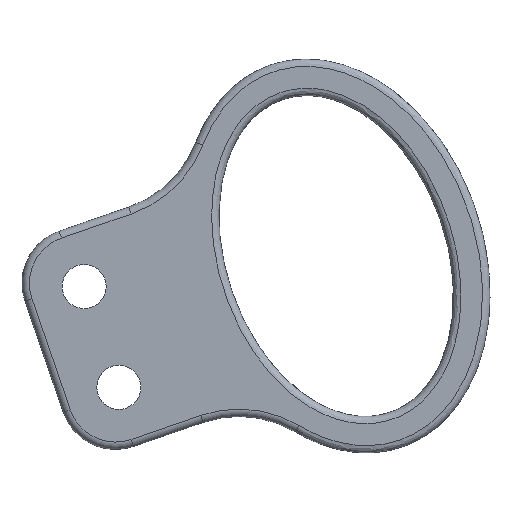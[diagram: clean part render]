
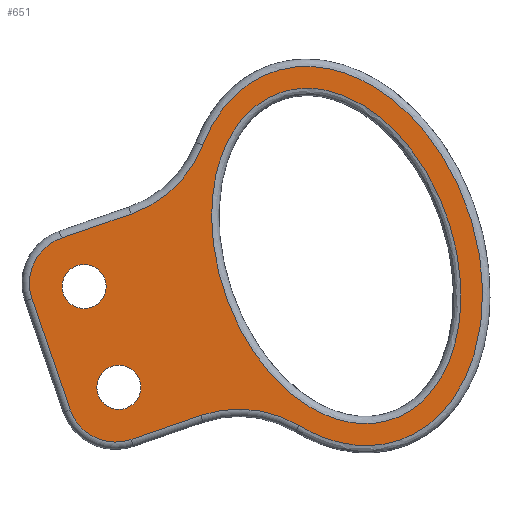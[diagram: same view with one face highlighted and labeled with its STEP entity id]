
A CAD part, front view. The second image highlights one B-rep face of the part: STEP entity #651.
In plain terms, the highlighted planar face has unit normal (0, -1, 0).
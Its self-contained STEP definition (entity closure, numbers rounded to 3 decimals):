
#25=FACE_BOUND('',#194,.T.);
#26=FACE_BOUND('',#195,.T.);
#27=FACE_BOUND('',#196,.T.);
#31=B_SPLINE_CURVE_WITH_KNOTS('',3,(#1064,#1065,#1066,#1067,#1068,#1069,
#1070,#1071,#1072,#1073,#1074,#1075,#1076,#1077,#1078,#1079,#1080,#1081,
#1082),.UNSPECIFIED.,.F.,.F.,(4,1,1,1,1,1,1,1,1,1,1,1,1,1,1,1,4),(-10.049,
-9.331,-8.972,-8.613,-7.895,
-7.537,-7.178,-6.46,-5.742,
-4.307,-3.828,-2.871,-2.153,
-1.794,-1.436,-0.718,0.),.UNSPECIFIED.);
#32=B_SPLINE_CURVE_WITH_KNOTS('',3,(#1089,#1090,#1091,#1092,#1093,#1094,
#1095,#1096,#1097,#1098,#1099,#1100,#1101,#1102,#1103,#1104,#1105,#1106,
#1107,#1108,#1109),.UNSPECIFIED.,.T.,.F.,(4,1,1,1,1,1,1,1,1,1,1,1,1,1,1,
1,1,1,4),(-3.142,-2.917,-2.693,-2.244,
-1.646,-1.346,-0.748,-0.449,
-0.15,0.15,0.449,0.748,
1.047,1.346,1.795,2.244,2.693,
2.917,3.142),.UNSPECIFIED.);
#40=PLANE('',#728);
#54=LINE('',#1056,#92);
#55=LINE('',#1060,#93);
#56=LINE('',#1086,#94);
#92=VECTOR('',#840,10.);
#93=VECTOR('',#845,10.);
#94=VECTOR('',#850,10.);
#149=FACE_OUTER_BOUND('',#193,.T.);
#193=EDGE_LOOP('',(#465,#466,#467,#468,#469,#470,#471,#472));
#194=EDGE_LOOP('',(#473));
#195=EDGE_LOOP('',(#474));
#196=EDGE_LOOP('',(#475));
#244=CIRCLE('',#721,6.5);
#247=CIRCLE('',#729,16.);
#248=CIRCLE('',#730,16.);
#249=CIRCLE('',#731,6.5);
#250=CIRCLE('',#732,3.);
#251=CIRCLE('',#733,3.);
#291=VERTEX_POINT('',#1033);
#294=VERTEX_POINT('',#1038);
#298=VERTEX_POINT('',#1055);
#299=VERTEX_POINT('',#1059);
#300=VERTEX_POINT('',#1061);
#301=VERTEX_POINT('',#1063);
#302=VERTEX_POINT('',#1083);
#303=VERTEX_POINT('',#1085);
#304=VERTEX_POINT('',#1088);
#305=VERTEX_POINT('',#1110);
#306=VERTEX_POINT('',#1112);
#350=EDGE_CURVE('',#294,#291,#244,.T.);
#358=EDGE_CURVE('',#291,#298,#54,.T.);
#360=EDGE_CURVE('',#299,#294,#55,.T.);
#361=EDGE_CURVE('',#300,#299,#247,.T.);
#362=EDGE_CURVE('',#301,#300,#31,.T.);
#363=EDGE_CURVE('',#302,#301,#248,.T.);
#364=EDGE_CURVE('',#303,#302,#56,.T.);
#365=EDGE_CURVE('',#298,#303,#249,.T.);
#366=EDGE_CURVE('',#304,#304,#32,.T.);
#367=EDGE_CURVE('',#305,#305,#250,.T.);
#368=EDGE_CURVE('',#306,#306,#251,.T.);
#465=ORIENTED_EDGE('',*,*,#350,.F.);
#466=ORIENTED_EDGE('',*,*,#360,.F.);
#467=ORIENTED_EDGE('',*,*,#361,.F.);
#468=ORIENTED_EDGE('',*,*,#362,.F.);
#469=ORIENTED_EDGE('',*,*,#363,.F.);
#470=ORIENTED_EDGE('',*,*,#364,.F.);
#471=ORIENTED_EDGE('',*,*,#365,.F.);
#472=ORIENTED_EDGE('',*,*,#358,.F.);
#473=ORIENTED_EDGE('',*,*,#366,.F.);
#474=ORIENTED_EDGE('',*,*,#367,.T.);
#475=ORIENTED_EDGE('',*,*,#368,.T.);
#651=ADVANCED_FACE('',(#149,#25,#26,#27),#40,.F.);
#721=AXIS2_PLACEMENT_3D('',#1040,#822,#823);
#728=AXIS2_PLACEMENT_3D('',#1058,#843,#844);
#729=AXIS2_PLACEMENT_3D('',#1062,#846,#847);
#730=AXIS2_PLACEMENT_3D('',#1084,#848,#849);
#731=AXIS2_PLACEMENT_3D('',#1087,#851,#852);
#732=AXIS2_PLACEMENT_3D('',#1111,#853,#854);
#733=AXIS2_PLACEMENT_3D('',#1113,#855,#856);
#822=DIRECTION('center_axis',(0.,1.,0.));
#823=DIRECTION('ref_axis',(-0.438,0.,-0.899));
#840=DIRECTION('',(-0.326,0.,0.945));
#843=DIRECTION('center_axis',(0.,1.,0.));
#844=DIRECTION('ref_axis',(0.,0.,1.));
#845=DIRECTION('',(-0.945,0.,-0.326));
#846=DIRECTION('center_axis',(0.,-1.,0.));
#847=DIRECTION('ref_axis',(0.103,0.,0.995));
#848=DIRECTION('center_axis',(0.,-1.,0.));
#849=DIRECTION('ref_axis',(0.694,0.,-0.72));
#850=DIRECTION('',(0.945,0.,0.326));
#851=DIRECTION('center_axis',(0.,1.,0.));
#852=DIRECTION('ref_axis',(-0.899,0.,0.438));
#853=DIRECTION('center_axis',(0.,1.,0.));
#854=DIRECTION('ref_axis',(-1.,0.,0.));
#855=DIRECTION('center_axis',(0.,1.,0.));
#856=DIRECTION('ref_axis',(-1.,0.,0.));
#1033=CARTESIAN_POINT('',(47.874,-10.,-4.248));
#1038=CARTESIAN_POINT('',(56.138,-10.,-8.274));
#1040=CARTESIAN_POINT('Origin',(54.019,-10.,-2.129));
#1055=CARTESIAN_POINT('',(42.659,-10.,10.878));
#1056=CARTESIAN_POINT('',(42.226,-10.,12.133));
#1058=CARTESIAN_POINT('Origin',(72.134,-10.,15.918));
#1059=CARTESIAN_POINT('',(65.617,-10.,-5.006));
#1060=CARTESIAN_POINT('',(63.469,-10.,-5.746));
#1061=CARTESIAN_POINT('',(79.031,-10.,-6.392));
#1062=CARTESIAN_POINT('Origin',(70.833,-10.,-20.132));
#1063=CARTESIAN_POINT('',(65.872,-10.,31.77));
#1064=CARTESIAN_POINT('Ctrl Pts',(65.872,-10.,31.77));
#1065=CARTESIAN_POINT('Ctrl Pts',(66.734,-10.,34.002));
#1066=CARTESIAN_POINT('Ctrl Pts',(68.572,-10.,37.166));
#1067=CARTESIAN_POINT('Ctrl Pts',(72.215,-10.,40.32));
#1068=CARTESIAN_POINT('Ctrl Pts',(76.548,-10.,42.476));
#1069=CARTESIAN_POINT('Ctrl Pts',(81.471,-10.,42.743));
#1070=CARTESIAN_POINT('Ctrl Pts',(86.087,-10.,41.401));
#1071=CARTESIAN_POINT('Ctrl Pts',(90.378,-10.,39.243));
#1072=CARTESIAN_POINT('Ctrl Pts',(94.997,-10.,35.349));
#1073=CARTESIAN_POINT('Ctrl Pts',(100.672,-10.,27.584));
#1074=CARTESIAN_POINT('Ctrl Pts',(103.591,-10.,19.121));
#1075=CARTESIAN_POINT('Ctrl Pts',(104.221,-10.,9.558));
#1076=CARTESIAN_POINT('Ctrl Pts',(103.09,-10.,2.364));
#1077=CARTESIAN_POINT('Ctrl Pts',(99.681,-10.,-3.641));
#1078=CARTESIAN_POINT('Ctrl Pts',(96.068,-10.,-6.834));
#1079=CARTESIAN_POINT('Ctrl Pts',(91.766,-10.,-9.041));
#1080=CARTESIAN_POINT('Ctrl Pts',(85.606,-10.,-9.445));
#1081=CARTESIAN_POINT('Ctrl Pts',(81.086,-10.,-7.618));
#1082=CARTESIAN_POINT('Ctrl Pts',(79.031,-10.,-6.392));
#1083=CARTESIAN_POINT('',(56.163,-10.,22.41));
#1084=CARTESIAN_POINT('Origin',(50.947,-10.,37.536));
#1085=CARTESIAN_POINT('',(46.685,-10.,19.142));
#1086=CARTESIAN_POINT('',(66.083,-10.,25.831));
#1087=CARTESIAN_POINT('Origin',(48.803,-10.,12.997));
#1088=CARTESIAN_POINT('',(76.414,-10.,38.913));
#1089=CARTESIAN_POINT('Ctrl Pts',(76.414,-10.,38.913));
#1090=CARTESIAN_POINT('Ctrl Pts',(75.004,-10.,38.427));
#1091=CARTESIAN_POINT('Ctrl Pts',(72.396,-10.,36.868));
#1092=CARTESIAN_POINT('Ctrl Pts',(68.663,-10.,32.092));
#1093=CARTESIAN_POINT('Ctrl Pts',(66.484,-10.,23.736));
#1094=CARTESIAN_POINT('Ctrl Pts',(67.61,-10.,14.702));
#1095=CARTESIAN_POINT('Ctrl Pts',(71.245,-10.,5.442));
#1096=CARTESIAN_POINT('Ctrl Pts',(76.048,-10.,-1.132));
#1097=CARTESIAN_POINT('Ctrl Pts',(82.829,-10.,-5.445));
#1098=CARTESIAN_POINT('Ctrl Pts',(88.844,-10.,-6.638));
#1099=CARTESIAN_POINT('Ctrl Pts',(94.71,-10.,-4.631));
#1100=CARTESIAN_POINT('Ctrl Pts',(98.699,-10.,0.033));
#1101=CARTESIAN_POINT('Ctrl Pts',(100.721,-10.,5.702));
#1102=CARTESIAN_POINT('Ctrl Pts',(101.237,-10.,11.688));
#1103=CARTESIAN_POINT('Ctrl Pts',(100.438,-10.,18.627));
#1104=CARTESIAN_POINT('Ctrl Pts',(97.819,-10.,26.211));
#1105=CARTESIAN_POINT('Ctrl Pts',(92.79,-10.,33.699));
#1106=CARTESIAN_POINT('Ctrl Pts',(86.719,-10.,38.318));
#1107=CARTESIAN_POINT('Ctrl Pts',(80.841,-10.,39.78));
#1108=CARTESIAN_POINT('Ctrl Pts',(77.824,-10.,39.4));
#1109=CARTESIAN_POINT('Ctrl Pts',(76.414,-10.,38.913));
#1110=CARTESIAN_POINT('',(52.757,-10.,12.532));
#1111=CARTESIAN_POINT('Origin',(49.757,-10.,12.532));
#1112=CARTESIAN_POINT('',(57.484,-10.,-1.176));
#1113=CARTESIAN_POINT('Origin',(54.484,-10.,-1.176));
